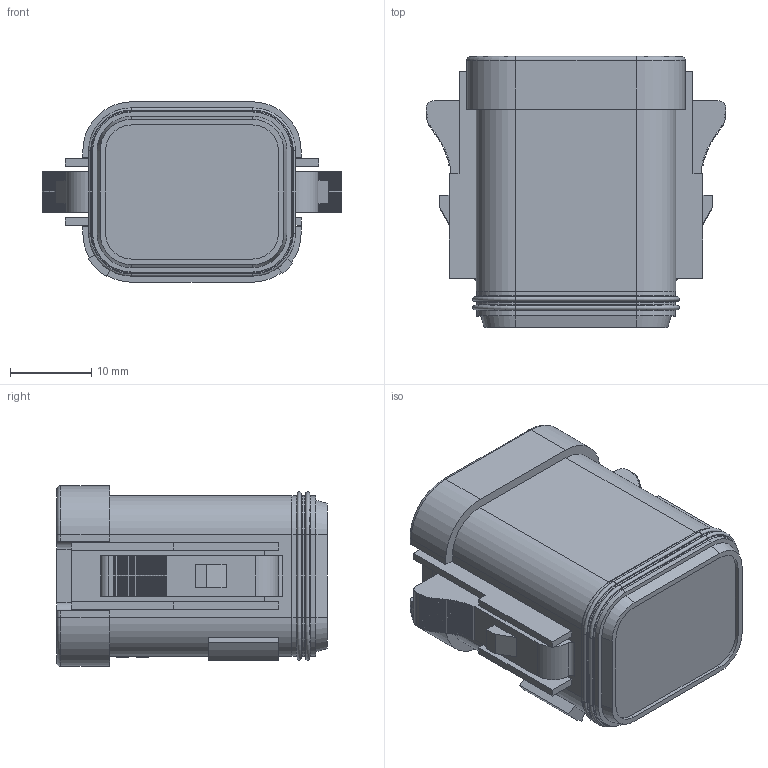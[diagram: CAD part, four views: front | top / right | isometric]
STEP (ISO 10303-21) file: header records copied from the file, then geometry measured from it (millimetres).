
FILE_DESCRIPTION((''),'2;1');
FILE_NAME('26-54224-08S-A','2016-04-20T',('Jony.xie'),(''),'PRO/ENGINEER BY PARAMETRIC TECHNOLOGY CORPORATION, 2013230','PRO/ENGINEER BY PARAMETRIC TECHNOLOGY CORPORATION, 2013230','');
FILE_SCHEMA(('CONFIG_CONTROL_DESIGN'));
Length unit declared in the file: millimetre
Products named in the file (1): 26-54224-08S-A
Bounding box: 36.82 x 33.25 x 22.15 mm (x, y, z)
Volume: 16243.6 mm3; surface area: 5796.6 mm2
Topology: 1 solids, 1 shells, 1644 faces, 4575 edges, 3030 vertices
Faces by surface type: plane 1405, cylinder 150, torus 52, extrusion 33, cone 4
Entity records: 52021 total; most frequent: CARTESIAN_POINT 9509, ORIENTED_EDGE 9150, DIRECTION 8168, EDGE_CURVE 4575, VECTOR 4138, LINE 4105, VERTEX_POINT 3030, AXIS2_PLACEMENT_3D 2015
